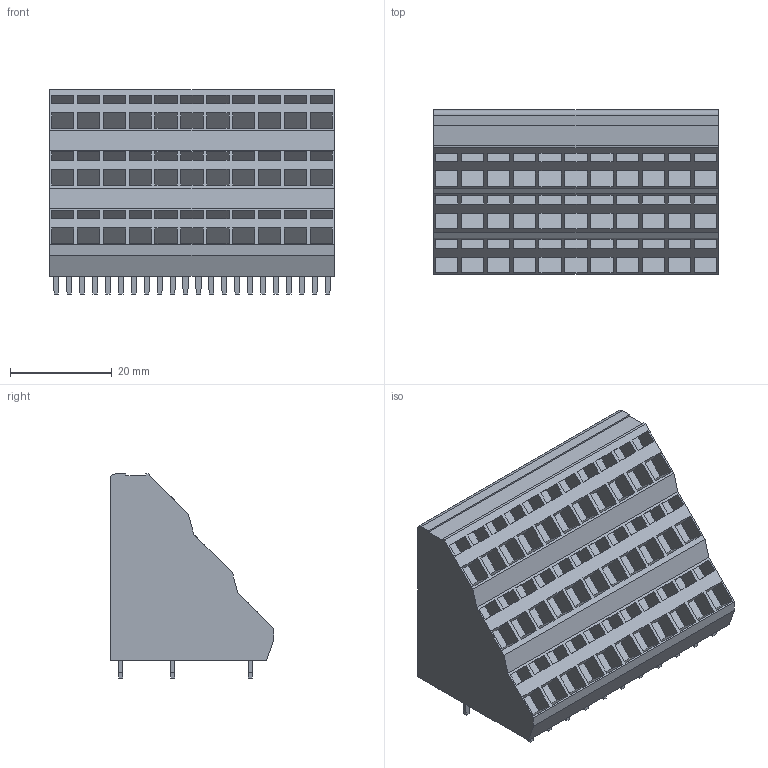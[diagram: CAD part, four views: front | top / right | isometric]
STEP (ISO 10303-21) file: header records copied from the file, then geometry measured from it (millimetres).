
FILE_DESCRIPTION(('CATIA V5 STEP Exchange','CAx-IF Rec.Pracs.--- Model Styling and Organization---1.2---2011-12-15'),'2;1');
FILE_NAME ('D1455666_0_1764980000_1764980000.stp','2018-09-07T08:32:00+00:00',('none'),('Weidmueller'),'CATIA Version 5-6 Release 2014','CATIA V5 STEP AP214','none');
FILE_SCHEMA(('AUTOMOTIVE_DESIGN { 1 0 10303 214 1 1 1 1 }'));
Length unit declared in the file: millimetre
Products named in the file (1): 1764980000
Bounding box: 55.88 x 32.2 x 40.1 mm (x, y, z)
Volume: 41065.6 mm3; surface area: 12773.1 mm2
Topology: 34 solids, 34 shells, 611 faces, 1563 edges, 1086 vertices
Faces by surface type: plane 610, cylinder 1
Entity records: 16264 total; most frequent: ORIENTED_EDGE 3126, CARTESIAN_POINT 2860, DIRECTION 1983, EDGE_CURVE 1563, VECTOR 1561, LINE 1561, VERTEX_POINT 1086, EDGE_LOOP 677
